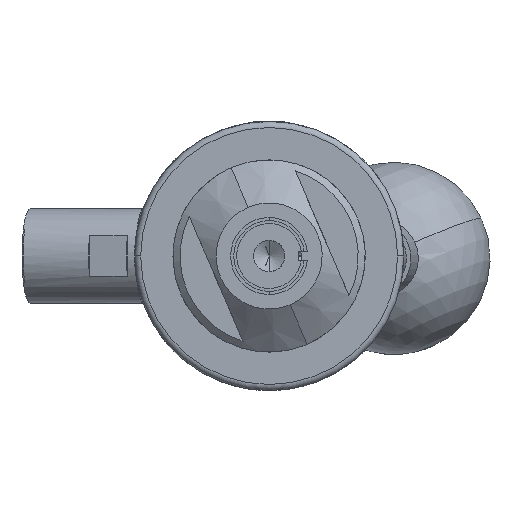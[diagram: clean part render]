
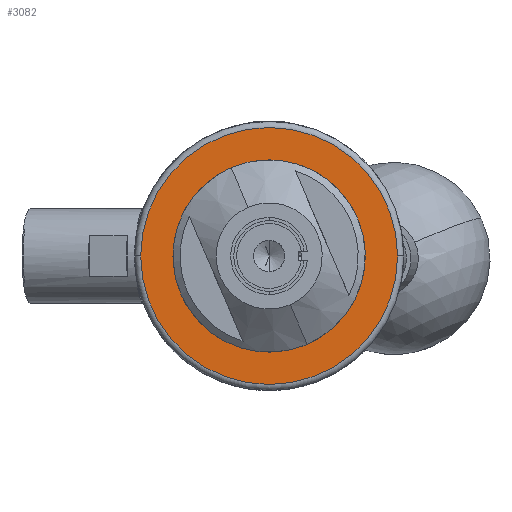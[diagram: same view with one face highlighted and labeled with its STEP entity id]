
A CAD part, left-side view. The second image highlights one B-rep face of the part: STEP entity #3082.
In plain terms, the highlighted planar face has unit normal (-1, 0, 0).
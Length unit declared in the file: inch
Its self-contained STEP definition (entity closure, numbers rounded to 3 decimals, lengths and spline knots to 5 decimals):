
#240 = EDGE_CURVE ( 'NONE', #2397, #651, #3925, .T. ) ;
#268 = CIRCLE ( 'NONE', #8184, 0.835 ) ;
#623 = DIRECTION ( 'NONE',  ( 0., -1., 0. ) ) ;
#651 = VERTEX_POINT ( 'NONE', #4664 ) ;
#702 = ORIENTED_EDGE ( 'NONE', *, *, #1960, .F. ) ;
#1960 = EDGE_CURVE ( 'NONE', #14557, #4064, #2698, .T. ) ;
#1970 = PLANE ( 'NONE',  #13934 ) ;
#2397 = VERTEX_POINT ( 'NONE', #13061 ) ;
#2698 = CIRCLE ( 'NONE', #10880, 0.27344 ) ;
#2766 = EDGE_LOOP ( 'NONE', ( #6995, #14157 ) ) ;
#2774 = DIRECTION ( 'NONE',  ( 1., 0., 0. ) ) ;
#2947 = CARTESIAN_POINT ( 'NONE',  ( -3.921, 0., -0.27344 ) ) ;
#3082 = ADVANCED_FACE ( 'NONE', ( #5414, #4707 ), #1970, .F. ) ;
#3119 = EDGE_LOOP ( 'NONE', ( #702, #10136 ) ) ;
#3361 = CARTESIAN_POINT ( 'NONE',  ( -3.921, 0., 0.27344 ) ) ;
#3925 = CIRCLE ( 'NONE', #13577, 0.835 ) ;
#4064 = VERTEX_POINT ( 'NONE', #3361 ) ;
#4108 = CARTESIAN_POINT ( 'NONE',  ( -3.921, 0., 0. ) ) ;
#4152 = CARTESIAN_POINT ( 'NONE',  ( -3.921, 0., 0. ) ) ;
#4664 = CARTESIAN_POINT ( 'NONE',  ( -3.921, -0.835, 0. ) ) ;
#4707 = FACE_OUTER_BOUND ( 'NONE', #2766, .T. ) ;
#5388 = EDGE_CURVE ( 'NONE', #4064, #14557, #8894, .T. ) ;
#5414 = FACE_BOUND ( 'NONE', #3119, .T. ) ;
#5513 = DIRECTION ( 'NONE',  ( -1., 0., 0. ) ) ;
#6307 = DIRECTION ( 'NONE',  ( -1., 0., 0. ) ) ;
#6401 = EDGE_CURVE ( 'NONE', #651, #2397, #268, .T. ) ;
#6995 = ORIENTED_EDGE ( 'NONE', *, *, #6401, .T. ) ;
#8184 = AXIS2_PLACEMENT_3D ( 'NONE', #4108, #6307, #14558 ) ;
#8894 = CIRCLE ( 'NONE', #14805, 0.27344 ) ;
#8912 = DIRECTION ( 'NONE',  ( 0., 0., -1. ) ) ;
#9709 = CARTESIAN_POINT ( 'NONE',  ( -3.921, 0., 0. ) ) ;
#10136 = ORIENTED_EDGE ( 'NONE', *, *, #5388, .F. ) ;
#10880 = AXIS2_PLACEMENT_3D ( 'NONE', #12589, #5513, #8912 ) ;
#11207 = DIRECTION ( 'NONE',  ( -1., 0., 0. ) ) ;
#12148 = DIRECTION ( 'NONE',  ( 0., -1., 0. ) ) ;
#12487 = DIRECTION ( 'NONE',  ( 0., 0., -1. ) ) ;
#12589 = CARTESIAN_POINT ( 'NONE',  ( -3.921, 0., 0. ) ) ;
#13061 = CARTESIAN_POINT ( 'NONE',  ( -3.921, 0.835, 0. ) ) ;
#13214 = CARTESIAN_POINT ( 'NONE',  ( -3.921, -0.875, 0. ) ) ;
#13577 = AXIS2_PLACEMENT_3D ( 'NONE', #4152, #11207, #623 ) ;
#13934 = AXIS2_PLACEMENT_3D ( 'NONE', #13214, #2774, #12148 ) ;
#14157 = ORIENTED_EDGE ( 'NONE', *, *, #240, .T. ) ;
#14557 = VERTEX_POINT ( 'NONE', #2947 ) ;
#14558 = DIRECTION ( 'NONE',  ( 0., -1., 0. ) ) ;
#14805 = AXIS2_PLACEMENT_3D ( 'NONE', #9709, #14954, #12487 ) ;
#14954 = DIRECTION ( 'NONE',  ( -1., 0., 0. ) ) ;
